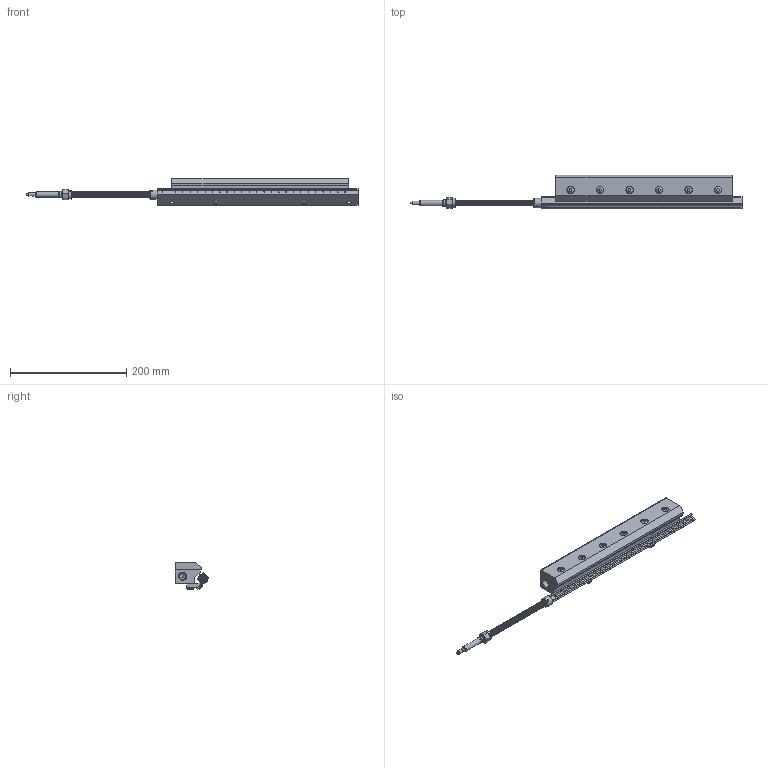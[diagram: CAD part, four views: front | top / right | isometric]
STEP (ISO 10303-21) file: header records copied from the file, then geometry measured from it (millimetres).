
FILE_DESCRIPTION(/* description */ (''),/* implementation_level */ '2;1');
FILE_NAME(/* name */ '112012-DIM.stp',/* time_stamp */ '2017-03-29T13:24:17-04:00',/* author */ ('ryan longshore'),/* organization */ (''),/* preprocessor_version */ 'ST-DEVELOPER v16.5',/* originating_system */ 'Autodesk Inventor 2017',/* authorisation */ '');
FILE_SCHEMA (('AUTOMOTIVE_DESIGN { 1 0 10303 214 3 1 1 }'));
Length unit declared in the file: inch
Products named in the file (28): 112012-DIM; 8012-DIM; 901828; 901574; 901437; 901592; 901565; 901515; 901587; 901724-DIM; 901806-DIM; 901576-DIM; 901576 without spring-DIM; 901577; 901770; 901625; 110012-DIM; Part70; Part72; Part74; Part76; Part78; Part80; Part82; Part84; 7525; Unbrako - 1/4 x 1/2; Unbrako - 10 x 1/4
Assembly tree (42 placements, depth 4):
  112012-DIM
    8012-DIM
      901828
      901574
      901437
      901592
      901565
      901515
      901587
      901724-DIM
      901576-DIM  x12
        901576 without spring-DIM
        901577
      901806-DIM
      901770
      901625  x2
    110012-DIM
      Part70
      Part72
      Part74
      Part76
      Part78
      Part80
      Part82
      Part84
    7525  x2
    Unbrako - 1/4 x 1/2  x2
    Unbrako - 10 x 1/4  x2
Bounding box: 571.88 x 57.63 x 46.9 mm (x, y, z)
Volume: 485980.3 mm3; surface area: 171739.5 mm2
Topology: 47 solids, 47 shells, 704 faces, 1550 edges, 997 vertices
Faces by surface type: plane 378, cylinder 223, cone 79, bspline 12, torus 12
Full cylindrical faces by diameter (mm): 0.508 x1, 0.635 x24, 1.984 x2, 2.54 x1, 2.667 x12, 2.845 x1, 3.454 x1, 3.485 x1, 3.937 x12, 4.089 x2, 4.826 x2, 4.978 x1, 5.055 x1, 5.105 x6, 5.159 x2, 5.715 x25, 6.35 x9, 6.604 x1, 6.731 x1, 6.747 x2, 7.144 x2, 7.163 x6, 8.128 x2, 9.144 x1, 9.169 x2, 9.423 x1, 9.525 x3, 10.414 x2, 10.999 x4, 11.1 x8
Entity records: 26792 total; most frequent: CARTESIAN_POINT 17975, DIRECTION 1768, ORIENTED_EDGE 1382, AXIS2_PLACEMENT_3D 705, EDGE_CURVE 691, EDGE_LOOP 596, VERTEX_POINT 523, FACE_OUTER_BOUND 378
